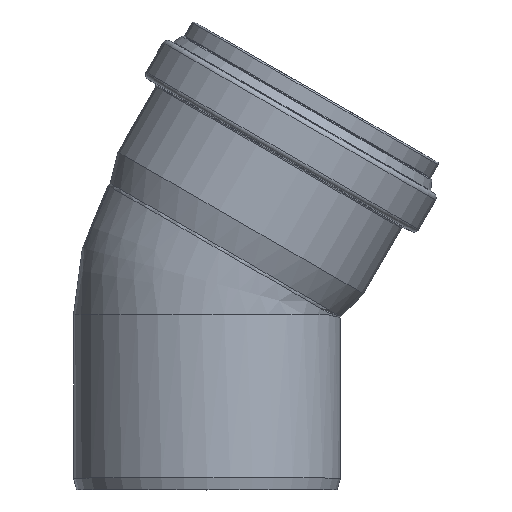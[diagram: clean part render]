
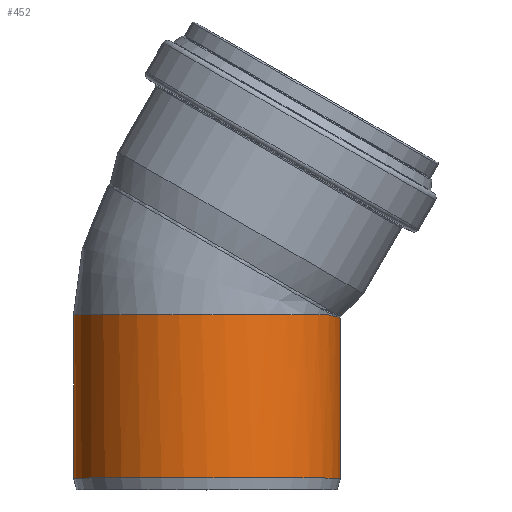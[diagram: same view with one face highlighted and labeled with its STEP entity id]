
A CAD part, top view. The second image highlights one B-rep face of the part: STEP entity #452.
In plain terms, the highlighted cylindrical face has radius 80.05 mm (diameter 160.1 mm), a full revolution.
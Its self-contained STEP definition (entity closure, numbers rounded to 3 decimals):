
#35=CYLINDRICAL_SURFACE('',#502,80.05);
#45=ELLIPSE('',#495,83.014,80.05);
#53=FACE_BOUND('',#138,.T.);
#94=FACE_OUTER_BOUND('',#137,.T.);
#137=EDGE_LOOP('',(#359));
#138=EDGE_LOOP('',(#360,#361));
#212=CIRCLE('',#493,80.05);
#216=CIRCLE('',#501,80.05);
#253=VERTEX_POINT('',#745);
#255=VERTEX_POINT('',#773);
#257=VERTEX_POINT('',#782);
#296=EDGE_CURVE('',#253,#253,#212,.T.);
#299=EDGE_CURVE('',#255,#257,#45,.T.);
#306=EDGE_CURVE('',#257,#255,#216,.T.);
#359=ORIENTED_EDGE('',*,*,#296,.T.);
#360=ORIENTED_EDGE('',*,*,#299,.F.);
#361=ORIENTED_EDGE('',*,*,#306,.F.);
#452=ADVANCED_FACE('',(#94,#53),#35,.T.);
#493=AXIS2_PLACEMENT_3D('',#746,#579,#580);
#495=AXIS2_PLACEMENT_3D('',#783,#583,#584);
#501=AXIS2_PLACEMENT_3D('',#857,#595,#596);
#502=AXIS2_PLACEMENT_3D('',#858,#597,#598);
#579=DIRECTION('center_axis',(0.,1.,0.));
#580=DIRECTION('ref_axis',(1.,0.,0.));
#583=DIRECTION('center_axis',(0.265,0.964,0.));
#584=DIRECTION('ref_axis',(0.964,-0.265,0.));
#595=DIRECTION('center_axis',(0.,1.,0.));
#596=DIRECTION('ref_axis',(1.,0.,0.));
#597=DIRECTION('center_axis',(0.,1.,0.));
#598=DIRECTION('ref_axis',(1.,0.,0.));
#745=CARTESIAN_POINT('',(80.05,7.,0.));
#746=CARTESIAN_POINT('Origin',(0.,7.,0.));
#773=CARTESIAN_POINT('',(73.123,104.917,32.573));
#782=CARTESIAN_POINT('',(73.123,104.917,-32.573));
#783=CARTESIAN_POINT('Origin',(0.,125.,0.));
#857=CARTESIAN_POINT('Origin',(0.,104.917,0.));
#858=CARTESIAN_POINT('Origin',(0.,0.,0.));
